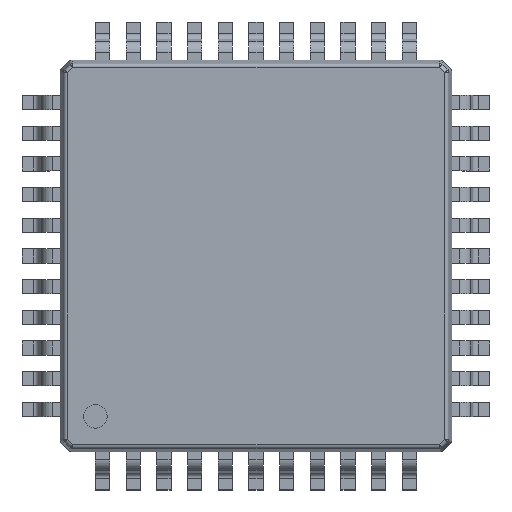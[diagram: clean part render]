
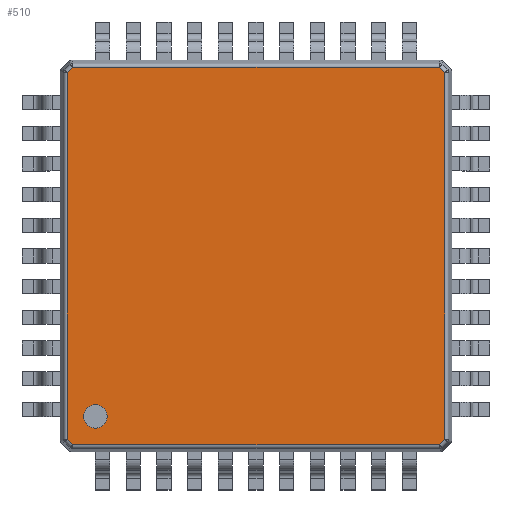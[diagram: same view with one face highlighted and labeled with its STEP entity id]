
A CAD part, top view. The second image highlights one B-rep face of the part: STEP entity #510.
In plain terms, the highlighted planar face has unit normal (0, 0, 1).
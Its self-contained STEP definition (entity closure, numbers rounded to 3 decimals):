
#510=ADVANCED_FACE('',(#7054,#7056),#7058,.T.);
#7054=FACE_BOUND('',#7055,.T.);
#7055=EDGE_LOOP('',(#12336,#12337,#12338,#12339,#12340,#12341,#12342,#12343));
#7056=FACE_BOUND('',#7057,.T.);
#7057=EDGE_LOOP('',(#12344));
#7058=PLANE('',#7059);
#7059=AXIS2_PLACEMENT_3D('',#7060,#7061,#7062);
#7060=CARTESIAN_POINT('',(0.,0.,1.2));
#7061=DIRECTION('',(0.,0.,1.));
#7062=DIRECTION('',(1.,0.,0.));
#12336=ORIENTED_EDGE('',*,*,#16004,.T.);
#12337=ORIENTED_EDGE('',*,*,#16005,.T.);
#12338=ORIENTED_EDGE('',*,*,#16006,.T.);
#12339=ORIENTED_EDGE('',*,*,#16007,.T.);
#12340=ORIENTED_EDGE('',*,*,#16008,.T.);
#12341=ORIENTED_EDGE('',*,*,#16009,.T.);
#12342=ORIENTED_EDGE('',*,*,#16010,.T.);
#12343=ORIENTED_EDGE('',*,*,#16011,.T.);
#12344=ORIENTED_EDGE('',*,*,#16003,.F.);
#16003=EDGE_CURVE('',#17925,#17925,#17926,.T.);
#16004=EDGE_CURVE('',#17927,#17928,#17929,.T.);
#16005=EDGE_CURVE('',#17928,#17930,#17931,.T.);
#16006=EDGE_CURVE('',#17930,#17932,#17933,.T.);
#16007=EDGE_CURVE('',#17932,#17934,#17935,.T.);
#16008=EDGE_CURVE('',#17934,#17936,#17937,.T.);
#16009=EDGE_CURVE('',#17936,#17938,#17939,.T.);
#16010=EDGE_CURVE('',#17938,#17940,#17941,.T.);
#16011=EDGE_CURVE('',#17940,#17927,#17942,.T.);
#17925=VERTEX_POINT('',#21426);
#17926=CIRCLE('',#21427,0.305);
#17927=VERTEX_POINT('',#21431);
#17928=VERTEX_POINT('',#21432);
#17929=LINE('',#21433,#21434);
#17930=VERTEX_POINT('',#21436);
#17931=LINE('',#21437,#21438);
#17932=VERTEX_POINT('',#21440);
#17933=LINE('',#21441,#21442);
#17934=VERTEX_POINT('',#21444);
#17935=LINE('',#21445,#21446);
#17936=VERTEX_POINT('',#21448);
#17937=LINE('',#21449,#21450);
#17938=VERTEX_POINT('',#21452);
#17939=LINE('',#21453,#21454);
#17940=VERTEX_POINT('',#21456);
#17941=LINE('',#21457,#21458);
#17942=LINE('',#21460,#21461);
#21426=CARTESIAN_POINT('',(-3.88,-4.185,1.2));
#21427=AXIS2_PLACEMENT_3D('',#21428,#21429,#21430);
#21428=CARTESIAN_POINT('',(-4.185,-4.185,1.2));
#21429=DIRECTION('',(0.,0.,1.));
#21430=DIRECTION('',(1.,0.,0.));
#21431=CARTESIAN_POINT('',(-4.777,-4.923,1.2));
#21432=CARTESIAN_POINT('',(4.777,-4.923,1.2));
#21433=CARTESIAN_POINT('',(-4.777,-4.923,1.2));
#21434=VECTOR('',#21435,1.);
#21435=DIRECTION('',(1.,0.,0.));
#21436=CARTESIAN_POINT('',(4.923,-4.777,1.2));
#21437=CARTESIAN_POINT('',(4.777,-4.923,1.2));
#21438=VECTOR('',#21439,1.);
#21439=DIRECTION('',(0.707,0.707,0.));
#21440=CARTESIAN_POINT('',(4.923,4.777,1.2));
#21441=CARTESIAN_POINT('',(4.923,-4.777,1.2));
#21442=VECTOR('',#21443,1.);
#21443=DIRECTION('',(0.,1.,0.));
#21444=CARTESIAN_POINT('',(4.777,4.923,1.2));
#21445=CARTESIAN_POINT('',(4.923,4.777,1.2));
#21446=VECTOR('',#21447,1.);
#21447=DIRECTION('',(-0.707,0.707,0.));
#21448=CARTESIAN_POINT('',(-4.777,4.923,1.2));
#21449=CARTESIAN_POINT('',(4.777,4.923,1.2));
#21450=VECTOR('',#21451,1.);
#21451=DIRECTION('',(-1.,0.,0.));
#21452=CARTESIAN_POINT('',(-4.923,4.777,1.2));
#21453=CARTESIAN_POINT('',(-4.777,4.923,1.2));
#21454=VECTOR('',#21455,1.);
#21455=DIRECTION('',(-0.707,-0.707,0.));
#21456=CARTESIAN_POINT('',(-4.923,-4.777,1.2));
#21457=CARTESIAN_POINT('',(-4.923,4.777,1.2));
#21458=VECTOR('',#21459,1.);
#21459=DIRECTION('',(0.,-1.,0.));
#21460=CARTESIAN_POINT('',(-4.923,-4.777,1.2));
#21461=VECTOR('',#21462,1.);
#21462=DIRECTION('',(0.707,-0.707,0.));
